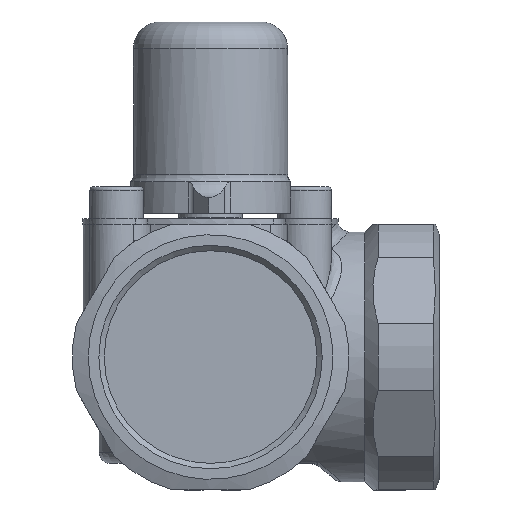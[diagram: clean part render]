
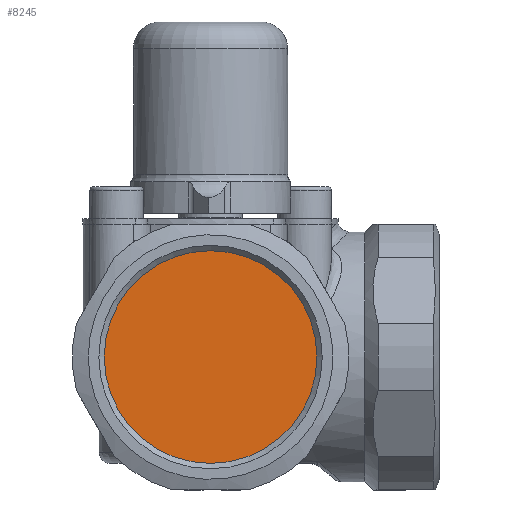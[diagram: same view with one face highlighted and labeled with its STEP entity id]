
A CAD part, front view. The second image highlights one B-rep face of the part: STEP entity #8245.
In plain terms, the highlighted planar face has unit normal (0, -1, 0).
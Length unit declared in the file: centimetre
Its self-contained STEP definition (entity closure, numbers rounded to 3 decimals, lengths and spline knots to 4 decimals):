
#1734=FACE_OUTER_BOUND('',#2229,.T.);
#2229=EDGE_LOOP('',(#5162));
#2785=CIRCLE('',#8743,2.);
#3156=VERTEX_POINT('',#11395);
#3942=EDGE_CURVE('',#3156,#3156,#2785,.T.);
#5162=ORIENTED_EDGE('',*,*,#3942,.T.);
#7602=PLANE('',#8742);
#8245=ADVANCED_FACE('',(#1734),#7602,.F.);
#8742=AXIS2_PLACEMENT_3D('',#11394,#9472,#9473);
#8743=AXIS2_PLACEMENT_3D('',#11396,#9474,#9475);
#9472=DIRECTION('center_axis',(0.,1.,0.));
#9473=DIRECTION('ref_axis',(0.,0.,1.));
#9474=DIRECTION('center_axis',(0.,-1.,0.));
#9475=DIRECTION('ref_axis',(1.,0.,0.));
#11394=CARTESIAN_POINT('Origin',(0.,-2.5,0.));
#11395=CARTESIAN_POINT('',(-2.,-2.5,0.));
#11396=CARTESIAN_POINT('Origin',(0.,-2.5,0.));
